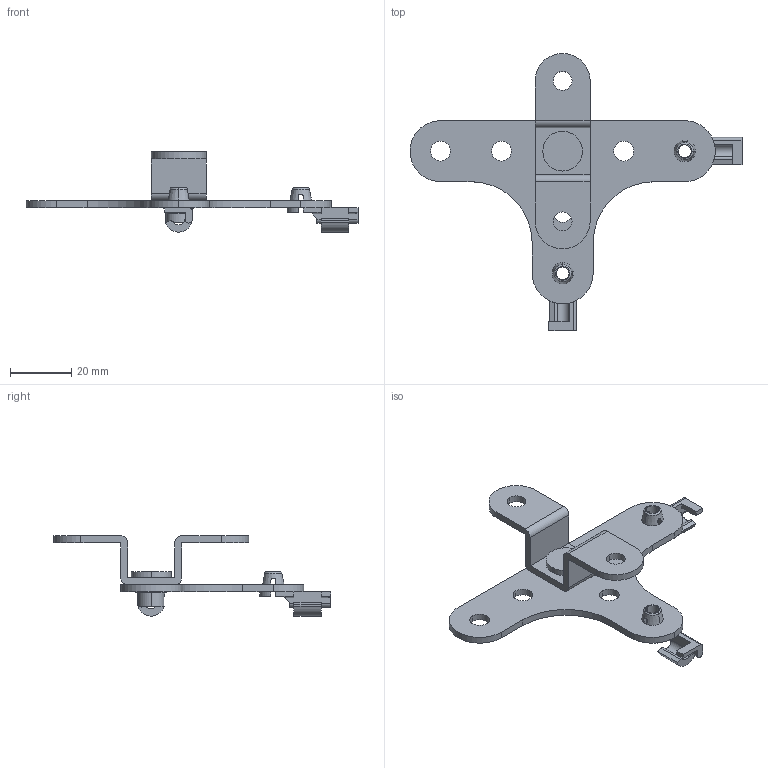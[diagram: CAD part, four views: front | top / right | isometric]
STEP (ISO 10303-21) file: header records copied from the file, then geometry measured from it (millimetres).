
FILE_DESCRIPTION (( 'STEP AP203' ), '1' );
FILE_NAME ('C-865.STEP', '2007-01-30T04:59:39', ( ' ' ), ( ' ' ), 'SwSTEP 2.0', 'SolidWorks 2006004', '' );
FILE_SCHEMA (( 'CONFIG_CONTROL_DESIGN' ));
Length unit declared in the file: millimetre
Products named in the file (5): C-865僔儍僼僩_棉太倌; C-865儀乕僗_棉太倌; C-865杮懱_棉太倌; AC-25-Q-14_蹬怮椔; C-865
Assembly tree (5 placements, depth 2):
  C-865
    AC-25-Q-14_蹬怮椔  x2
    C-865僔儍僼僩_棉太倌
    C-865杮懱_棉太倌
    C-865儀乕僗_棉太倌
Bounding box: 108.75 x 90.75 x 26.29 mm (x, y, z)
Volume: 11092.5 mm3; surface area: 11886.1 mm2
Topology: 5 solids, 5 shells, 165 faces, 453 edges, 297 vertices
Faces by surface type: plane 77, cylinder 72, cone 12, torus 4
Entity records: 4273 total; most frequent: CARTESIAN_POINT 731, DIRECTION 656, ORIENTED_EDGE 614, EDGE_CURVE 307, AXIS2_PLACEMENT_3D 244, VERTEX_POINT 203, VECTOR 168, LINE 168
